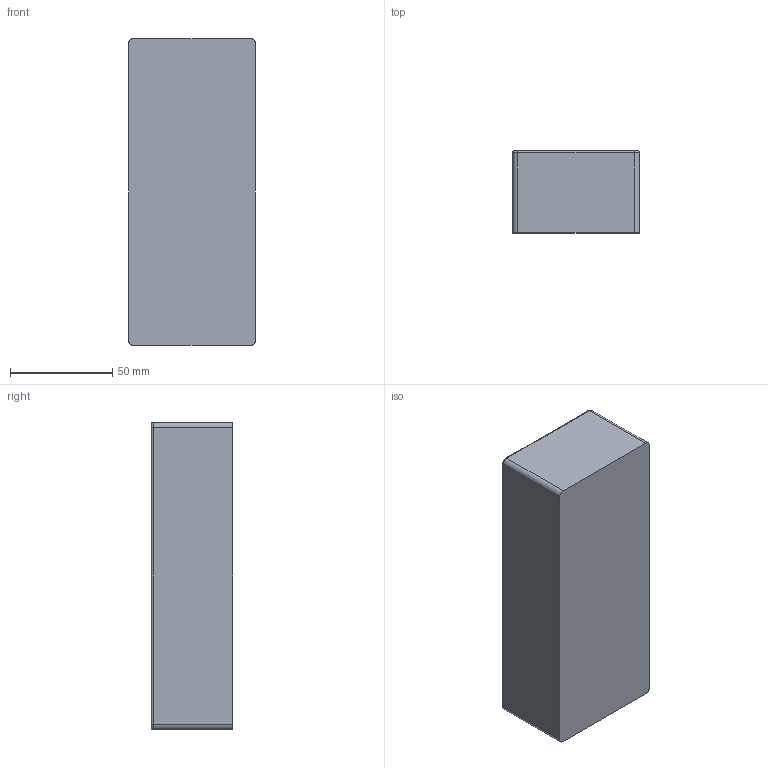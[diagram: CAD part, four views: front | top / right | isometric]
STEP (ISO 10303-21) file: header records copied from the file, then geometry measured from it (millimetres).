
FILE_DESCRIPTION(/* description */ (''),/* implementation_level */ '2;1');
FILE_NAME(/* name */ 'Charger holder v2.step',/* time_stamp */ '2024-01-10T20:32:18-06:00',/* author */ (''),/* organization */ (''),/* preprocessor_version */ 'ST-DEVELOPER v20',/* originating_system */ 'Autodesk Translation Framework v12.14.0.127',/* authorisation */ '');
FILE_SCHEMA (('AUTOMOTIVE_DESIGN { 1 0 10303 214 3 1 1 }'));
Length unit declared in the file: millimetre
Products named in the file (1): Charger holder
Bounding box: 62 x 40 x 150 mm (x, y, z)
Volume: 200413.1 mm3; surface area: 48414.8 mm2
Topology: 1 solids, 1 shells, 85 faces, 192 edges, 108 vertices
Faces by surface type: cylinder 40, plane 21, torus 16, bspline 8
Entity records: 2496 total; most frequent: CARTESIAN_POINT 540, DIRECTION 444, ORIENTED_EDGE 376, EDGE_CURVE 188, AXIS2_PLACEMENT_3D 178, VERTEX_POINT 108, CIRCLE 92, LINE 88
